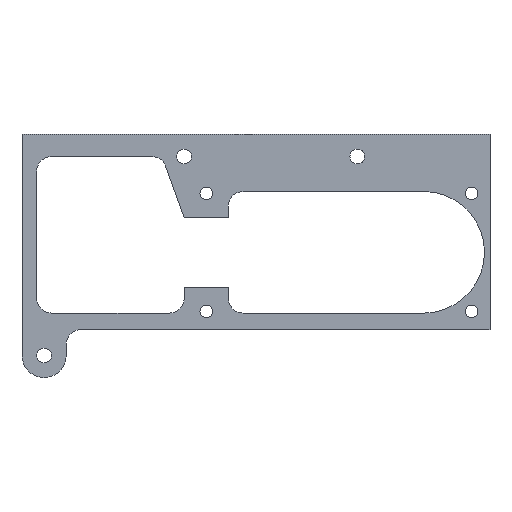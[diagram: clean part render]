
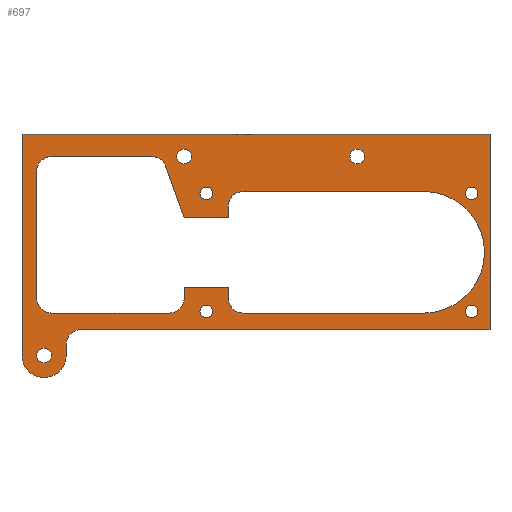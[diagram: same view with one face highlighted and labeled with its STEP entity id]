
A CAD part, top view. The second image highlights one B-rep face of the part: STEP entity #697.
In plain terms, the highlighted planar face has unit normal (0, 0, 1).
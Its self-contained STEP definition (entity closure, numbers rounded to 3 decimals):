
#19=FACE_BOUND('',#120,.T.);
#20=FACE_BOUND('',#121,.T.);
#21=FACE_BOUND('',#122,.T.);
#22=FACE_BOUND('',#123,.T.);
#23=FACE_BOUND('',#124,.T.);
#24=FACE_BOUND('',#125,.T.);
#25=FACE_BOUND('',#126,.T.);
#26=FACE_BOUND('',#127,.T.);
#51=PLANE('',#778);
#85=FACE_OUTER_BOUND('',#119,.T.);
#119=EDGE_LOOP('',(#585,#586,#587,#588,#589,#590,#591));
#120=EDGE_LOOP('',(#592));
#121=EDGE_LOOP('',(#593));
#122=EDGE_LOOP('',(#594));
#123=EDGE_LOOP('',(#595));
#124=EDGE_LOOP('',(#596));
#125=EDGE_LOOP('',(#597));
#126=EDGE_LOOP('',(#598,#599,#600,#601,#602,#603,#604,#605,#606,#607,#608,
#609,#610,#611,#612,#613,#614,#615));
#127=EDGE_LOOP('',(#616));
#141=LINE('',#999,#205);
#146=LINE('',#1014,#210);
#151=LINE('',#1029,#215);
#155=LINE('',#1041,#219);
#157=LINE('',#1049,#221);
#163=LINE('',#1065,#227);
#168=LINE('',#1080,#232);
#176=LINE('',#1125,#240);
#180=LINE('',#1131,#244);
#181=LINE('',#1134,#245);
#185=LINE('',#1140,#249);
#186=LINE('',#1143,#250);
#191=LINE('',#1157,#255);
#194=LINE('',#1163,#258);
#197=LINE('',#1167,#261);
#198=LINE('',#1170,#262);
#205=VECTOR('',#797,10.);
#210=VECTOR('',#810,10.);
#215=VECTOR('',#823,10.);
#219=VECTOR('',#835,10.);
#221=VECTOR('',#845,10.);
#227=VECTOR('',#859,10.);
#232=VECTOR('',#872,10.);
#240=VECTOR('',#924,10.);
#244=VECTOR('',#930,10.);
#245=VECTOR('',#933,10.);
#249=VECTOR('',#939,10.);
#250=VECTOR('',#942,10.);
#255=VECTOR('',#955,10.);
#258=VECTOR('',#960,10.);
#261=VECTOR('',#965,10.);
#262=VECTOR('',#968,10.);
#266=CIRCLE('',#716,2.);
#268=CIRCLE('',#720,2.);
#270=CIRCLE('',#724,2.);
#272=CIRCLE('',#728,2.);
#274=CIRCLE('',#732,2.);
#276=CIRCLE('',#736,2.);
#278=CIRCLE('',#740,2.);
#280=CIRCLE('',#744,1.);
#282=CIRCLE('',#747,1.);
#284=CIRCLE('',#750,0.85);
#286=CIRCLE('',#753,0.85);
#288=CIRCLE('',#756,0.85);
#290=CIRCLE('',#759,0.85);
#291=CIRCLE('',#761,1.);
#294=CIRCLE('',#770,8.25);
#296=CIRCLE('',#777,3.);
#299=VERTEX_POINT('',#989);
#300=VERTEX_POINT('',#991);
#302=VERTEX_POINT('',#997);
#305=VERTEX_POINT('',#1004);
#306=VERTEX_POINT('',#1006);
#308=VERTEX_POINT('',#1012);
#311=VERTEX_POINT('',#1019);
#312=VERTEX_POINT('',#1021);
#314=VERTEX_POINT('',#1027);
#316=VERTEX_POINT('',#1033);
#318=VERTEX_POINT('',#1039);
#320=VERTEX_POINT('',#1045);
#323=VERTEX_POINT('',#1055);
#324=VERTEX_POINT('',#1057);
#326=VERTEX_POINT('',#1063);
#329=VERTEX_POINT('',#1070);
#330=VERTEX_POINT('',#1072);
#332=VERTEX_POINT('',#1078);
#334=VERTEX_POINT('',#1084);
#336=VERTEX_POINT('',#1090);
#338=VERTEX_POINT('',#1096);
#340=VERTEX_POINT('',#1102);
#342=VERTEX_POINT('',#1108);
#344=VERTEX_POINT('',#1114);
#345=VERTEX_POINT('',#1118);
#347=VERTEX_POINT('',#1124);
#349=VERTEX_POINT('',#1133);
#351=VERTEX_POINT('',#1142);
#355=VERTEX_POINT('',#1154);
#356=VERTEX_POINT('',#1156);
#358=VERTEX_POINT('',#1162);
#359=VERTEX_POINT('',#1169);
#363=EDGE_CURVE('',#299,#300,#266,.T.);
#367=EDGE_CURVE('',#299,#302,#141,.T.);
#370=EDGE_CURVE('',#305,#306,#268,.T.);
#374=EDGE_CURVE('',#305,#308,#146,.T.);
#377=EDGE_CURVE('',#311,#312,#270,.T.);
#381=EDGE_CURVE('',#311,#314,#151,.T.);
#384=EDGE_CURVE('',#316,#308,#272,.T.);
#387=EDGE_CURVE('',#316,#318,#155,.T.);
#390=EDGE_CURVE('',#320,#318,#274,.T.);
#391=EDGE_CURVE('',#320,#312,#157,.T.);
#395=EDGE_CURVE('',#323,#324,#276,.T.);
#399=EDGE_CURVE('',#323,#326,#163,.T.);
#402=EDGE_CURVE('',#329,#330,#278,.T.);
#406=EDGE_CURVE('',#329,#332,#168,.T.);
#409=EDGE_CURVE('',#334,#334,#280,.T.);
#412=EDGE_CURVE('',#336,#336,#282,.T.);
#415=EDGE_CURVE('',#338,#338,#284,.T.);
#418=EDGE_CURVE('',#340,#340,#286,.T.);
#421=EDGE_CURVE('',#342,#342,#288,.T.);
#424=EDGE_CURVE('',#344,#344,#290,.T.);
#425=EDGE_CURVE('',#345,#345,#291,.T.);
#428=EDGE_CURVE('',#347,#330,#176,.T.);
#432=EDGE_CURVE('',#314,#347,#180,.T.);
#433=EDGE_CURVE('',#349,#306,#181,.T.);
#437=EDGE_CURVE('',#326,#349,#185,.T.);
#438=EDGE_CURVE('',#351,#324,#186,.T.);
#442=EDGE_CURVE('',#332,#351,#294,.T.);
#445=EDGE_CURVE('',#356,#355,#191,.T.);
#448=EDGE_CURVE('',#358,#356,#194,.T.);
#451=EDGE_CURVE('',#302,#358,#197,.T.);
#452=EDGE_CURVE('',#359,#300,#198,.T.);
#456=EDGE_CURVE('',#355,#359,#296,.T.);
#585=ORIENTED_EDGE('',*,*,#456,.T.);
#586=ORIENTED_EDGE('',*,*,#452,.T.);
#587=ORIENTED_EDGE('',*,*,#363,.F.);
#588=ORIENTED_EDGE('',*,*,#367,.T.);
#589=ORIENTED_EDGE('',*,*,#451,.T.);
#590=ORIENTED_EDGE('',*,*,#448,.T.);
#591=ORIENTED_EDGE('',*,*,#445,.T.);
#592=ORIENTED_EDGE('',*,*,#409,.T.);
#593=ORIENTED_EDGE('',*,*,#412,.T.);
#594=ORIENTED_EDGE('',*,*,#415,.T.);
#595=ORIENTED_EDGE('',*,*,#418,.T.);
#596=ORIENTED_EDGE('',*,*,#421,.T.);
#597=ORIENTED_EDGE('',*,*,#424,.T.);
#598=ORIENTED_EDGE('',*,*,#442,.T.);
#599=ORIENTED_EDGE('',*,*,#438,.T.);
#600=ORIENTED_EDGE('',*,*,#395,.F.);
#601=ORIENTED_EDGE('',*,*,#399,.T.);
#602=ORIENTED_EDGE('',*,*,#437,.T.);
#603=ORIENTED_EDGE('',*,*,#433,.T.);
#604=ORIENTED_EDGE('',*,*,#370,.F.);
#605=ORIENTED_EDGE('',*,*,#374,.T.);
#606=ORIENTED_EDGE('',*,*,#384,.F.);
#607=ORIENTED_EDGE('',*,*,#387,.T.);
#608=ORIENTED_EDGE('',*,*,#390,.F.);
#609=ORIENTED_EDGE('',*,*,#391,.T.);
#610=ORIENTED_EDGE('',*,*,#377,.F.);
#611=ORIENTED_EDGE('',*,*,#381,.T.);
#612=ORIENTED_EDGE('',*,*,#432,.T.);
#613=ORIENTED_EDGE('',*,*,#428,.T.);
#614=ORIENTED_EDGE('',*,*,#402,.F.);
#615=ORIENTED_EDGE('',*,*,#406,.T.);
#616=ORIENTED_EDGE('',*,*,#425,.T.);
#697=ADVANCED_FACE('',(#85,#19,#20,#21,#22,#23,#24,#25,#26),#51,.T.);
#716=AXIS2_PLACEMENT_3D('',#992,#790,#791);
#720=AXIS2_PLACEMENT_3D('',#1007,#803,#804);
#724=AXIS2_PLACEMENT_3D('',#1022,#816,#817);
#728=AXIS2_PLACEMENT_3D('',#1035,#829,#830);
#732=AXIS2_PLACEMENT_3D('',#1047,#841,#842);
#736=AXIS2_PLACEMENT_3D('',#1058,#852,#853);
#740=AXIS2_PLACEMENT_3D('',#1073,#865,#866);
#744=AXIS2_PLACEMENT_3D('',#1086,#878,#879);
#747=AXIS2_PLACEMENT_3D('',#1092,#885,#886);
#750=AXIS2_PLACEMENT_3D('',#1098,#892,#893);
#753=AXIS2_PLACEMENT_3D('',#1104,#899,#900);
#756=AXIS2_PLACEMENT_3D('',#1110,#906,#907);
#759=AXIS2_PLACEMENT_3D('',#1116,#913,#914);
#761=AXIS2_PLACEMENT_3D('',#1119,#917,#918);
#770=AXIS2_PLACEMENT_3D('',#1149,#949,#950);
#777=AXIS2_PLACEMENT_3D('',#1176,#975,#976);
#778=AXIS2_PLACEMENT_3D('',#1177,#977,#978);
#790=DIRECTION('center_axis',(0.,0.,1.));
#791=DIRECTION('ref_axis',(-0.707,0.707,0.));
#797=DIRECTION('',(1.,0.,0.));
#803=DIRECTION('center_axis',(0.,0.,1.));
#804=DIRECTION('ref_axis',(0.707,-0.707,0.));
#810=DIRECTION('',(-1.,0.,0.));
#816=DIRECTION('center_axis',(0.,0.,1.));
#817=DIRECTION('ref_axis',(0.574,0.819,0.));
#823=DIRECTION('',(0.342,-0.94,0.));
#829=DIRECTION('center_axis',(0.,0.,1.));
#830=DIRECTION('ref_axis',(-0.707,-0.707,0.));
#835=DIRECTION('',(0.,1.,0.));
#841=DIRECTION('center_axis',(0.,0.,1.));
#842=DIRECTION('ref_axis',(-0.707,0.707,0.));
#845=DIRECTION('',(1.,0.,0.));
#852=DIRECTION('center_axis',(0.,0.,1.));
#853=DIRECTION('ref_axis',(-0.707,-0.707,0.));
#859=DIRECTION('',(0.,1.,0.));
#865=DIRECTION('center_axis',(0.,0.,1.));
#866=DIRECTION('ref_axis',(-0.707,0.707,0.));
#872=DIRECTION('',(1.,0.,0.));
#878=DIRECTION('center_axis',(0.,0.,-1.));
#879=DIRECTION('ref_axis',(-1.,0.,0.));
#885=DIRECTION('center_axis',(0.,0.,-1.));
#886=DIRECTION('ref_axis',(-1.,0.,0.));
#892=DIRECTION('center_axis',(0.,0.,-1.));
#893=DIRECTION('ref_axis',(-1.,0.,0.));
#899=DIRECTION('center_axis',(0.,0.,-1.));
#900=DIRECTION('ref_axis',(-1.,0.,0.));
#906=DIRECTION('center_axis',(0.,0.,-1.));
#907=DIRECTION('ref_axis',(-1.,0.,0.));
#913=DIRECTION('center_axis',(0.,0.,-1.));
#914=DIRECTION('ref_axis',(-1.,0.,0.));
#917=DIRECTION('center_axis',(0.,0.,-1.));
#918=DIRECTION('ref_axis',(1.,0.,0.));
#924=DIRECTION('',(0.,1.,0.));
#930=DIRECTION('',(1.,0.,0.));
#933=DIRECTION('',(0.,-1.,0.));
#939=DIRECTION('',(-1.,0.,0.));
#942=DIRECTION('',(-1.,0.,0.));
#949=DIRECTION('center_axis',(0.,0.,-1.));
#950=DIRECTION('ref_axis',(1.,0.,0.));
#955=DIRECTION('',(0.,-1.,0.));
#960=DIRECTION('',(-1.,0.,0.));
#965=DIRECTION('',(0.,1.,0.));
#968=DIRECTION('',(0.,1.,0.));
#975=DIRECTION('center_axis',(0.,0.,1.));
#976=DIRECTION('ref_axis',(1.,0.,0.));
#977=DIRECTION('center_axis',(0.,0.,1.));
#978=DIRECTION('ref_axis',(1.,0.,0.));
#989=CARTESIAN_POINT('',(-16.,73.5,1.5));
#991=CARTESIAN_POINT('',(-18.,71.5,1.5));
#992=CARTESIAN_POINT('Origin',(-16.,71.5,1.5));
#997=CARTESIAN_POINT('',(39.5,73.5,1.5));
#999=CARTESIAN_POINT('',(39.5,73.5,1.5));
#1004=CARTESIAN_POINT('',(-4.,75.75,1.5));
#1006=CARTESIAN_POINT('',(-2.,77.75,1.5));
#1007=CARTESIAN_POINT('Origin',(-4.,77.75,1.5));
#1012=CARTESIAN_POINT('',(-20.,75.75,1.5));
#1014=CARTESIAN_POINT('',(-2.,75.75,1.5));
#1019=CARTESIAN_POINT('',(-4.521,95.683,1.5));
#1021=CARTESIAN_POINT('',(-6.401,97.,1.5));
#1022=CARTESIAN_POINT('Origin',(-6.401,95.,1.5));
#1027=CARTESIAN_POINT('',(-2.,88.75,1.5));
#1029=CARTESIAN_POINT('',(-5.,97.,1.5));
#1033=CARTESIAN_POINT('',(-22.,77.75,1.5));
#1035=CARTESIAN_POINT('Origin',(-20.,77.75,1.5));
#1039=CARTESIAN_POINT('',(-22.,95.,1.5));
#1041=CARTESIAN_POINT('',(-22.,75.75,1.5));
#1045=CARTESIAN_POINT('',(-20.,97.,1.5));
#1047=CARTESIAN_POINT('Origin',(-20.,95.,1.5));
#1049=CARTESIAN_POINT('',(-5.,97.,1.5));
#1055=CARTESIAN_POINT('',(4.,77.75,1.5));
#1057=CARTESIAN_POINT('',(6.,75.75,1.5));
#1058=CARTESIAN_POINT('Origin',(6.,77.75,1.5));
#1063=CARTESIAN_POINT('',(4.,79.25,1.5));
#1065=CARTESIAN_POINT('',(4.,75.75,1.5));
#1070=CARTESIAN_POINT('',(6.,92.25,1.5));
#1072=CARTESIAN_POINT('',(4.,90.25,1.5));
#1073=CARTESIAN_POINT('Origin',(6.,90.25,1.5));
#1078=CARTESIAN_POINT('',(30.5,92.25,1.5));
#1080=CARTESIAN_POINT('',(30.5,92.25,1.5));
#1084=CARTESIAN_POINT('',(-1.,97.,1.5));
#1086=CARTESIAN_POINT('Origin',(-2.,97.,1.5));
#1090=CARTESIAN_POINT('',(22.5,97.,1.5));
#1092=CARTESIAN_POINT('Origin',(21.5,97.,1.5));
#1096=CARTESIAN_POINT('',(37.85,76.,1.5));
#1098=CARTESIAN_POINT('Origin',(37.,76.,1.5));
#1102=CARTESIAN_POINT('',(1.85,92.,1.5));
#1104=CARTESIAN_POINT('Origin',(1.,92.,1.5));
#1108=CARTESIAN_POINT('',(1.85,76.,1.5));
#1110=CARTESIAN_POINT('Origin',(1.,76.,1.5));
#1114=CARTESIAN_POINT('',(37.85,92.,1.5));
#1116=CARTESIAN_POINT('Origin',(37.,92.,1.5));
#1118=CARTESIAN_POINT('',(-22.,70.,1.5));
#1119=CARTESIAN_POINT('Origin',(-21.,70.,1.5));
#1124=CARTESIAN_POINT('',(4.,88.75,1.5));
#1125=CARTESIAN_POINT('',(4.,92.25,1.5));
#1131=CARTESIAN_POINT('',(4.,88.75,1.5));
#1133=CARTESIAN_POINT('',(-2.,79.25,1.5));
#1134=CARTESIAN_POINT('',(-2.,79.25,1.5));
#1140=CARTESIAN_POINT('',(4.,79.25,1.5));
#1142=CARTESIAN_POINT('',(30.5,75.75,1.5));
#1143=CARTESIAN_POINT('',(30.5,75.75,1.5));
#1149=CARTESIAN_POINT('Origin',(30.5,84.,1.5));
#1154=CARTESIAN_POINT('',(-24.,70.,1.5));
#1156=CARTESIAN_POINT('',(-24.,100.,1.5));
#1157=CARTESIAN_POINT('',(-24.,73.5,1.5));
#1162=CARTESIAN_POINT('',(39.5,100.,1.5));
#1163=CARTESIAN_POINT('',(39.5,100.,1.5));
#1167=CARTESIAN_POINT('',(39.5,76.,1.5));
#1169=CARTESIAN_POINT('',(-18.,70.,1.5));
#1170=CARTESIAN_POINT('',(-18.,70.,1.5));
#1176=CARTESIAN_POINT('Origin',(-21.,70.,1.5));
#1177=CARTESIAN_POINT('Origin',(7.75,83.5,1.5));
